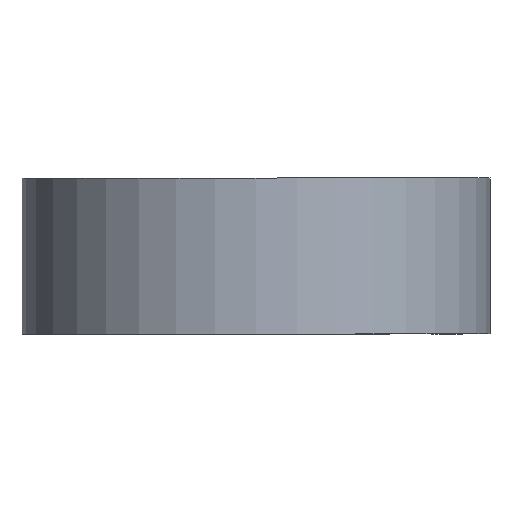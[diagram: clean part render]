
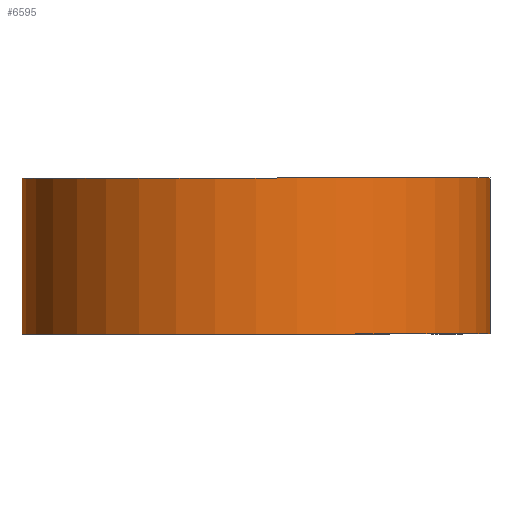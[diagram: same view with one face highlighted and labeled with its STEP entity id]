
A CAD part, left-side view. The second image highlights one B-rep face of the part: STEP entity #6595.
In plain terms, the highlighted cylindrical face has radius 48 mm (diameter 96 mm), a partial arc.
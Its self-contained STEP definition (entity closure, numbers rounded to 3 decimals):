
#89 = EDGE_CURVE ( 'NONE', #3195, #7629, #6235, .T. ) ;
#350 = VECTOR ( 'NONE', #1102, 1000. ) ;
#955 = LINE ( 'NONE', #6311, #3914 ) ;
#1095 = ORIENTED_EDGE ( 'NONE', *, *, #6001, .F. ) ;
#1102 = DIRECTION ( 'NONE',  ( 0., 0., 1. ) ) ;
#1443 = DIRECTION ( 'NONE',  ( 0., -1., 0. ) ) ;
#1483 = ORIENTED_EDGE ( 'NONE', *, *, #89, .T. ) ;
#2020 = CARTESIAN_POINT ( 'NONE',  ( 0., 48., 0. ) ) ;
#2125 = CARTESIAN_POINT ( 'NONE',  ( 0., 0., -32. ) ) ;
#2179 = AXIS2_PLACEMENT_3D ( 'NONE', #3099, #3130, #2464 ) ;
#2307 = FACE_OUTER_BOUND ( 'NONE', #4543, .T. ) ;
#2348 = DIRECTION ( 'NONE',  ( 0., 0., -1. ) ) ;
#2464 = DIRECTION ( 'NONE',  ( 0., 1., 0. ) ) ;
#3051 = EDGE_CURVE ( 'NONE', #6283, #3195, #955, .T. ) ;
#3077 = EDGE_CURVE ( 'NONE', #8232, #7629, #5546, .T. ) ;
#3099 = CARTESIAN_POINT ( 'NONE',  ( 0., 0., -32. ) ) ;
#3130 = DIRECTION ( 'NONE',  ( 0., 0., 1. ) ) ;
#3148 = ORIENTED_EDGE ( 'NONE', *, *, #3077, .F. ) ;
#3195 = VERTEX_POINT ( 'NONE', #5556 ) ;
#3624 = CYLINDRICAL_SURFACE ( 'NONE', #2179, 48. ) ;
#3754 = DIRECTION ( 'NONE',  ( 0., 0., 1. ) ) ;
#3914 = VECTOR ( 'NONE', #3754, 1000. ) ;
#4543 = EDGE_LOOP ( 'NONE', ( #1095, #5551, #1483, #3148 ) ) ;
#4797 = AXIS2_PLACEMENT_3D ( 'NONE', #2125, #5374, #1443 ) ;
#4942 = CARTESIAN_POINT ( 'NONE',  ( 0., 0., 0. ) ) ;
#5010 = CARTESIAN_POINT ( 'NONE',  ( 0., 48., -32. ) ) ;
#5214 = CIRCLE ( 'NONE', #4797, 48. ) ;
#5374 = DIRECTION ( 'NONE',  ( 0., 0., -1. ) ) ;
#5546 = LINE ( 'NONE', #5010, #350 ) ;
#5551 = ORIENTED_EDGE ( 'NONE', *, *, #3051, .T. ) ;
#5556 = CARTESIAN_POINT ( 'NONE',  ( 0., -48., 0. ) ) ;
#5992 = CARTESIAN_POINT ( 'NONE',  ( 0., 48., -32. ) ) ;
#6001 = EDGE_CURVE ( 'NONE', #6283, #8232, #5214, .T. ) ;
#6235 = CIRCLE ( 'NONE', #6609, 48. ) ;
#6283 = VERTEX_POINT ( 'NONE', #8106 ) ;
#6311 = CARTESIAN_POINT ( 'NONE',  ( 0., -48., -32. ) ) ;
#6595 = ADVANCED_FACE ( 'NONE', ( #2307 ), #3624, .T. ) ;
#6609 = AXIS2_PLACEMENT_3D ( 'NONE', #4942, #2348, #6904 ) ;
#6904 = DIRECTION ( 'NONE',  ( 0., -1., 0. ) ) ;
#7629 = VERTEX_POINT ( 'NONE', #2020 ) ;
#8106 = CARTESIAN_POINT ( 'NONE',  ( 0., -48., -32. ) ) ;
#8232 = VERTEX_POINT ( 'NONE', #5992 ) ;
